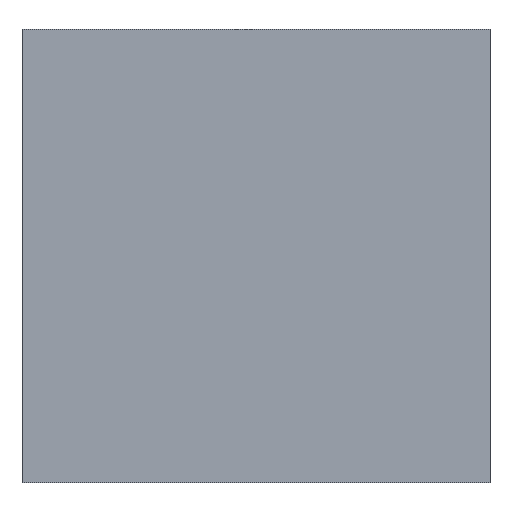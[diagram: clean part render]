
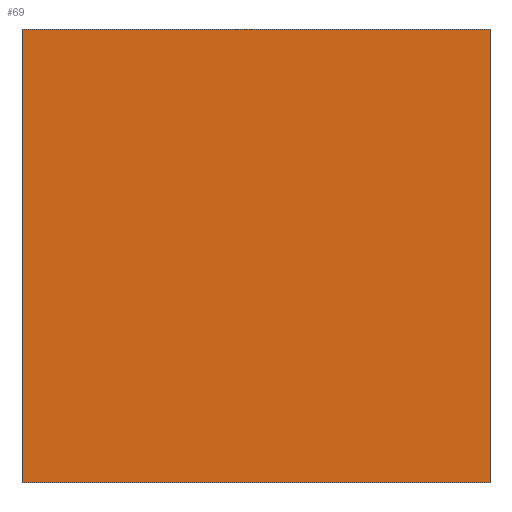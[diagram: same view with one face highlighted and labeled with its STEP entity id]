
A CAD part, front view. The second image highlights one B-rep face of the part: STEP entity #69.
In plain terms, the highlighted planar face has unit normal (0, -1, 0).
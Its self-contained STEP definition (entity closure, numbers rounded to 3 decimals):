
#3 = EDGE_CURVE ( 'NONE', #172, #147, #103, .T. ) ;
#5 = CARTESIAN_POINT ( 'NONE',  ( 18.477, 0., 0. ) ) ;
#6 = CARTESIAN_POINT ( 'NONE',  ( 0., 0., 0. ) ) ;
#7 = AXIS2_PLACEMENT_3D ( 'NONE', #40, #56, #87 ) ;
#8 = ORIENTED_EDGE ( 'NONE', *, *, #27, .F. ) ;
#12 = VERTEX_POINT ( 'NONE', #55 ) ;
#13 = CARTESIAN_POINT ( 'NONE',  ( 18.477, 0., -17.911 ) ) ;
#15 = FACE_OUTER_BOUND ( 'NONE', #39, .T. ) ;
#21 = DIRECTION ( 'NONE',  ( 0., 0., -1. ) ) ;
#22 = PLANE ( 'NONE',  #7 ) ;
#23 = DIRECTION ( 'NONE',  ( -1., 0., 0. ) ) ;
#25 = CARTESIAN_POINT ( 'NONE',  ( 0., 0., 0. ) ) ;
#27 = EDGE_CURVE ( 'NONE', #147, #70, #232, .T. ) ;
#38 = VECTOR ( 'NONE', #109, 1000. ) ;
#39 = EDGE_LOOP ( 'NONE', ( #160, #111, #8, #54 ) ) ;
#40 = CARTESIAN_POINT ( 'NONE',  ( 0., 0., 0. ) ) ;
#50 = LINE ( 'NONE', #192, #184 ) ;
#54 = ORIENTED_EDGE ( 'NONE', *, *, #3, .F. ) ;
#55 = CARTESIAN_POINT ( 'NONE',  ( 0., 0., -17.911 ) ) ;
#56 = DIRECTION ( 'NONE',  ( 0., -1., 0. ) ) ;
#69 = ADVANCED_FACE ( 'NONE', ( #15 ), #22, .T. ) ;
#70 = VERTEX_POINT ( 'NONE', #13 ) ;
#86 = EDGE_CURVE ( 'NONE', #70, #12, #50, .T. ) ;
#87 = DIRECTION ( 'NONE',  ( 0., 0., -1. ) ) ;
#103 = LINE ( 'NONE', #25, #38 ) ;
#107 = VECTOR ( 'NONE', #214, 1000. ) ;
#109 = DIRECTION ( 'NONE',  ( 1., 0., 0. ) ) ;
#111 = ORIENTED_EDGE ( 'NONE', *, *, #86, .F. ) ;
#128 = VECTOR ( 'NONE', #21, 1000. ) ;
#129 = CARTESIAN_POINT ( 'NONE',  ( 18.477, 0., 0. ) ) ;
#147 = VERTEX_POINT ( 'NONE', #5 ) ;
#150 = EDGE_CURVE ( 'NONE', #12, #172, #236, .T. ) ;
#160 = ORIENTED_EDGE ( 'NONE', *, *, #150, .F. ) ;
#172 = VERTEX_POINT ( 'NONE', #182 ) ;
#182 = CARTESIAN_POINT ( 'NONE',  ( 0., 0., 0. ) ) ;
#184 = VECTOR ( 'NONE', #23, 1000. ) ;
#192 = CARTESIAN_POINT ( 'NONE',  ( 0., 0., -17.911 ) ) ;
#214 = DIRECTION ( 'NONE',  ( 0., 0., 1. ) ) ;
#232 = LINE ( 'NONE', #129, #128 ) ;
#236 = LINE ( 'NONE', #6, #107 ) ;
